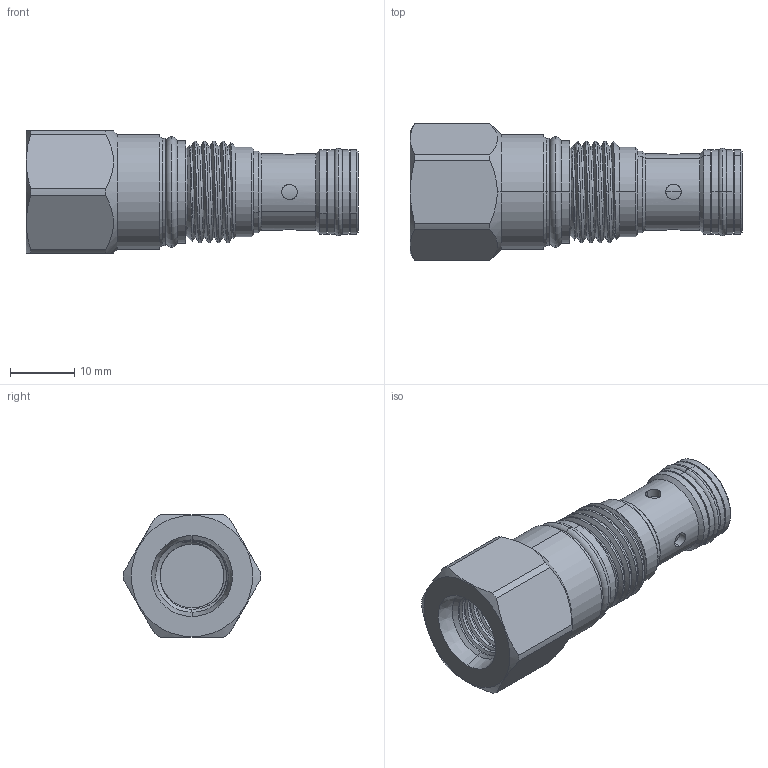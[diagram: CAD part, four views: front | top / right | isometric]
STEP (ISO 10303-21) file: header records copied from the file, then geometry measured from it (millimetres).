
FILE_DESCRIPTION (( 'STEP AP203' ), '1' );
FILE_NAME ('LS162A22-S04.STEP', '2016-06-06T07:24:31', ( '' ), ( '' ), 'SwSTEP 2.0', 'SolidWorks 2012', '' );
FILE_SCHEMA (( 'CONFIG_CONTROL_DESIGN' ));
Length unit declared in the file: millimetre
Products named in the file (1): LS162A22-S04
Bounding box: 51.65 x 21.4 x 19.05 mm (x, y, z)
Volume: 9313.3 mm3; surface area: 5405.3 mm2
Topology: 4 solids, 6 shells, 199 faces, 479 edges, 304 vertices
Faces by surface type: cylinder 101, plane 36, cone 35, bspline 15, torus 12
Entity records: 12084 total; most frequent: CARTESIAN_POINT 7681, ORIENTED_EDGE 958, DIRECTION 851, EDGE_CURVE 479, AXIS2_PLACEMENT_3D 348, VERTEX_POINT 304, EDGE_LOOP 219, ADVANCED_FACE 199
